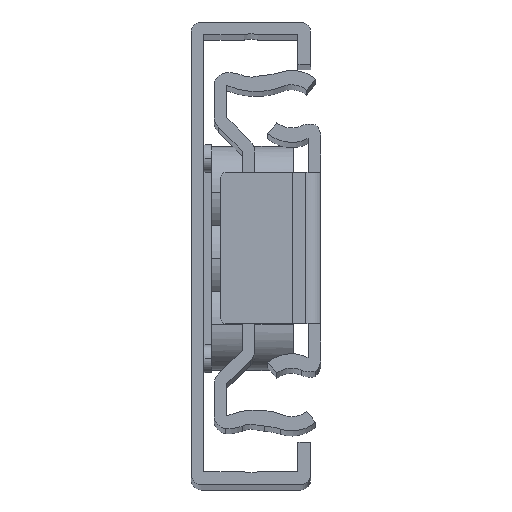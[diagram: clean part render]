
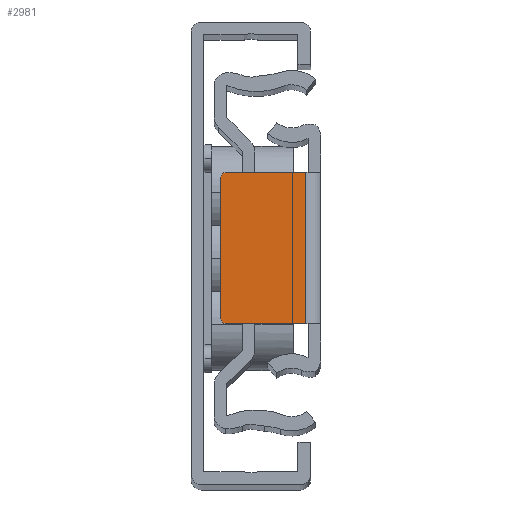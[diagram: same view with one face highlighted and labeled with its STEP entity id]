
A CAD part, top view. The second image highlights one B-rep face of the part: STEP entity #2981.
In plain terms, the highlighted planar face has unit normal (0, 0, 1).
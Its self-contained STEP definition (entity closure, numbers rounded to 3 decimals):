
#416 = VERTEX_POINT ( 'NONE', #867 ) ;
#423 = VERTEX_POINT ( 'NONE', #874 ) ;
#446 = VERTEX_POINT ( 'NONE', #897 ) ;
#454 = VERTEX_POINT ( 'NONE', #905 ) ;
#490 = VERTEX_POINT ( 'NONE', #941 ) ;
#493 = VERTEX_POINT ( 'NONE', #944 ) ;
#867 = CARTESIAN_POINT ( 'NONE',  ( 3.4, -7.4, 297. ) ) ;
#874 = CARTESIAN_POINT ( 'NONE',  ( 3.4, 7.4, 297. ) ) ;
#897 = CARTESIAN_POINT ( 'NONE',  ( 2.9, 6.9, 297. ) ) ;
#905 = CARTESIAN_POINT ( 'NONE',  ( 2.9, -6.9, 297. ) ) ;
#941 = CARTESIAN_POINT ( 'NONE',  ( 11.2, -7.4, 297. ) ) ;
#944 = CARTESIAN_POINT ( 'NONE',  ( 11.2, 7.4, 297. ) ) ;
#1593 = EDGE_CURVE ( 'NONE', #446, #454, #6548, .T. ) ;
#1599 = EDGE_CURVE ( 'NONE', #446, #423, #6563, .T. ) ;
#1601 = EDGE_CURVE ( 'NONE', #454, #416, #6567, .T. ) ;
#1630 = EDGE_CURVE ( 'NONE', #493, #423, #6609, .T. ) ;
#1635 = EDGE_CURVE ( 'NONE', #493, #490, #6605, .T. ) ;
#1636 = EDGE_CURVE ( 'NONE', #490, #416, #6618, .T. ) ;
#2268 = ORIENTED_EDGE ( 'NONE', *, *, #1636, .F. ) ;
#2269 = ORIENTED_EDGE ( 'NONE', *, *, #1635, .F. ) ;
#2270 = ORIENTED_EDGE ( 'NONE', *, *, #1630, .T. ) ;
#2271 = ORIENTED_EDGE ( 'NONE', *, *, #1599, .F. ) ;
#2272 = ORIENTED_EDGE ( 'NONE', *, *, #1593, .T. ) ;
#2273 = ORIENTED_EDGE ( 'NONE', *, *, #1601, .T. ) ;
#2981 = ADVANCED_FACE ( 'NONE', ( #9254 ), #9521, .T. ) ;
#3552 = EDGE_LOOP ( 'NONE', ( #2268, #2269, #2270, #2271, #2272, #2273 ) ) ;
#5766 = CARTESIAN_POINT ( 'NONE',  ( 2.9, 7.4, 297. ) ) ;
#5774 = DIRECTION ( 'NONE',  ( 0., -1., 0. ) ) ;
#5784 = CARTESIAN_POINT ( 'NONE',  ( 3.4, 6.9, 297. ) ) ;
#5786 = DIRECTION ( 'NONE',  ( 0., 0., -1. ) ) ;
#5787 = DIRECTION ( 'NONE',  ( 0., -1., 0. ) ) ;
#5790 = CARTESIAN_POINT ( 'NONE',  ( 3.4, -6.9, 297. ) ) ;
#5791 = DIRECTION ( 'NONE',  ( 0., 0., 1. ) ) ;
#5792 = DIRECTION ( 'NONE',  ( 0., 1., 0. ) ) ;
#5857 = CARTESIAN_POINT ( 'NONE',  ( 2.9, 7.4, 297. ) ) ;
#5864 = DIRECTION ( 'NONE',  ( -1., 0., 0. ) ) ;
#5874 = CARTESIAN_POINT ( 'NONE',  ( 11.2, -10.909, 297. ) ) ;
#5875 = DIRECTION ( 'NONE',  ( 0., -1., 0. ) ) ;
#5876 = CARTESIAN_POINT ( 'NONE',  ( 2.9, -7.4, 297. ) ) ;
#5877 = DIRECTION ( 'NONE',  ( -1., 0., 0. ) ) ;
#6548 = LINE ( 'NONE', #5766, #6550 ) ;
#6550 = VECTOR ( 'NONE', #5774, 1000. ) ;
#6563 = CIRCLE ( 'NONE', #6837, 0.5 ) ;
#6567 = CIRCLE ( 'NONE', #6835, 0.5 ) ;
#6599 = VECTOR ( 'NONE', #5875, 1000. ) ;
#6604 = VECTOR ( 'NONE', #5864, 1000. ) ;
#6605 = LINE ( 'NONE', #5874, #6599 ) ;
#6609 = LINE ( 'NONE', #5857, #6604 ) ;
#6618 = LINE ( 'NONE', #5876, #6619 ) ;
#6619 = VECTOR ( 'NONE', #5877, 1000. ) ;
#6835 = AXIS2_PLACEMENT_3D ( 'NONE', #5790, #5791, #5792 ) ;
#6837 = AXIS2_PLACEMENT_3D ( 'NONE', #5784, #5786, #5787 ) ;
#7252 = AXIS2_PLACEMENT_3D ( 'NONE', #9533, #9534, #9535 ) ;
#9254 = FACE_OUTER_BOUND ( 'NONE', #3552, .T. ) ;
#9521 = PLANE ( 'NONE',  #7252 ) ;
#9533 = CARTESIAN_POINT ( 'NONE',  ( 2.9, 7.4, 297. ) ) ;
#9534 = DIRECTION ( 'NONE',  ( 0., 0., 1. ) ) ;
#9535 = DIRECTION ( 'NONE',  ( 1., 0., 0. ) ) ;
